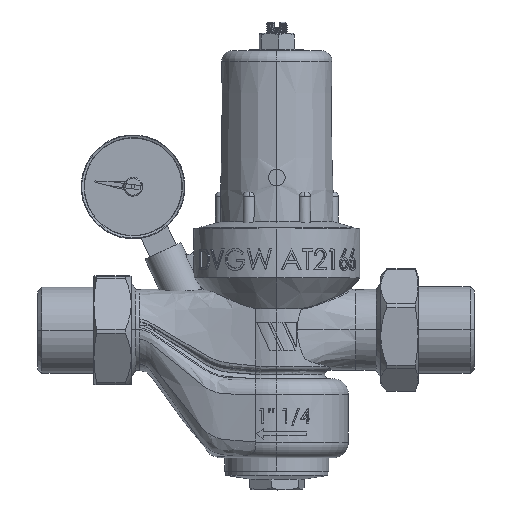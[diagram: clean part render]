
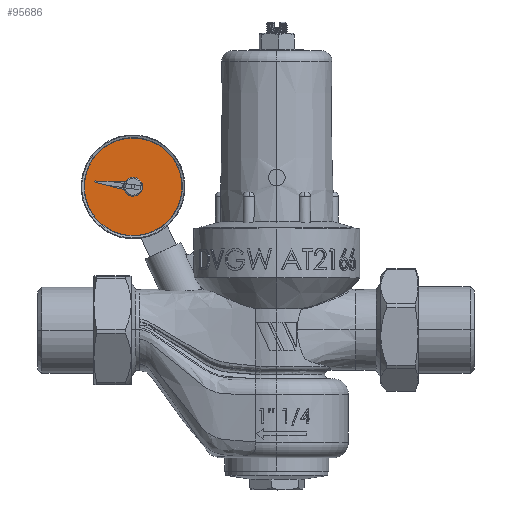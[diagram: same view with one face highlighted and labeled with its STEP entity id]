
A CAD part, top view. The second image highlights one B-rep face of the part: STEP entity #95686.
In plain terms, the highlighted planar face has unit normal (0, 0, 1).
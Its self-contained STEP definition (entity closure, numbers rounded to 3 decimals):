
#656 = VERTEX_POINT ( 'NONE', #7508 ) ;
#951 = EDGE_CURVE ( 'NONE', #7119, #20310, #3521, .T. ) ;
#1036 = VECTOR ( 'NONE', #25767, 1000. ) ;
#1112 = ORIENTED_EDGE ( 'NONE', *, *, #8676, .F. ) ;
#3245 = VERTEX_POINT ( 'NONE', #8371 ) ;
#3521 = CIRCLE ( 'NONE', #59014, 4.5 ) ;
#5743 = CARTESIAN_POINT ( 'NONE',  ( -90.051, 64.393, 16.924 ) ) ;
#6315 = EDGE_CURVE ( 'NONE', #65856, #46084, #59239, .T. ) ;
#6702 = ORIENTED_EDGE ( 'NONE', *, *, #70833, .F. ) ;
#7119 = VERTEX_POINT ( 'NONE', #57420 ) ;
#7508 = CARTESIAN_POINT ( 'NONE',  ( -72.838, 72.42, 16.924 ) ) ;
#7588 = CARTESIAN_POINT ( 'NONE',  ( -68.76, 74.322, 16.924 ) ) ;
#8371 = CARTESIAN_POINT ( 'NONE',  ( -86.854, 77.104, 16.924 ) ) ;
#8676 = EDGE_CURVE ( 'NONE', #20310, #3245, #91176, .T. ) ;
#10206 = CARTESIAN_POINT ( 'NONE',  ( -68.76, 74.322, 16.924 ) ) ;
#12322 = PLANE ( 'NONE',  #85242 ) ;
#12810 = CARTESIAN_POINT ( 'NONE',  ( -78.688, 95.613, 16.924 ) ) ;
#12827 = LINE ( 'NONE', #43089, #1036 ) ;
#16164 = CIRCLE ( 'NONE', #38324, 4.5 ) ;
#16505 = CARTESIAN_POINT ( 'NONE',  ( -72.549, 76.748, 16.924 ) ) ;
#20310 = VERTEX_POINT ( 'NONE', #16505 ) ;
#21911 = EDGE_CURVE ( 'NONE', #656, #7119, #16164, .T. ) ;
#24760 = DIRECTION ( 'NONE',  ( 0.906, 0.423, 0. ) ) ;
#25767 = DIRECTION ( 'NONE',  ( 0.611, -0.792, 0. ) ) ;
#26347 = CARTESIAN_POINT ( 'NONE',  ( -86.939, 76.411, 16.924 ) ) ;
#27200 = FACE_OUTER_BOUND ( 'NONE', #41652, .T. ) ;
#27995 = CARTESIAN_POINT ( 'NONE',  ( -86.939, 76.411, 16.924 ) ) ;
#29428 = CIRCLE ( 'NONE', #45314, 4.5 ) ;
#31232 = VERTEX_POINT ( 'NONE', #26347 ) ;
#31774 = EDGE_CURVE ( 'NONE', #67613, #656, #29428, .T. ) ;
#33054 = VECTOR ( 'NONE', #42651, 1000. ) ;
#33059 = DIRECTION ( 'NONE',  ( 0.906, 0.423, 0. ) ) ;
#33943 = ORIENTED_EDGE ( 'NONE', *, *, #66744, .F. ) ;
#37307 = DIRECTION ( 'NONE',  ( 0., 0., 1. ) ) ;
#38008 = CIRCLE ( 'NONE', #82379, 23.493 ) ;
#38324 = AXIS2_PLACEMENT_3D ( 'NONE', #10206, #40493, #33059 ) ;
#39647 = CARTESIAN_POINT ( 'NONE',  ( -68.76, 74.322, 16.924 ) ) ;
#40493 = DIRECTION ( 'NONE',  ( 0., 0., 1. ) ) ;
#41010 = DIRECTION ( 'NONE',  ( 0.906, 0.423, 0. ) ) ;
#41652 = EDGE_LOOP ( 'NONE', ( #33943, #54641 ) ) ;
#42651 = DIRECTION ( 'NONE',  ( -0.792, -0.611, 0. ) ) ;
#43089 = CARTESIAN_POINT ( 'NONE',  ( -87.242, 76.805, 16.924 ) ) ;
#43774 = CARTESIAN_POINT ( 'NONE',  ( -87.242, 76.805, 16.924 ) ) ;
#45314 = AXIS2_PLACEMENT_3D ( 'NONE', #64808, #57362, #41010 ) ;
#46084 = VERTEX_POINT ( 'NONE', #84052 ) ;
#51220 = CARTESIAN_POINT ( 'NONE',  ( -68.76, 74.322, 16.924 ) ) ;
#51630 = CARTESIAN_POINT ( 'NONE',  ( -73.055, 72.982, 16.924 ) ) ;
#52287 = DIRECTION ( 'NONE',  ( 0.906, 0.423, 0. ) ) ;
#53768 = DIRECTION ( 'NONE',  ( 0., 0., -1. ) ) ;
#54641 = ORIENTED_EDGE ( 'NONE', *, *, #6315, .F. ) ;
#57362 = DIRECTION ( 'NONE',  ( 0., 0., 1. ) ) ;
#57420 = CARTESIAN_POINT ( 'NONE',  ( -64.681, 76.224, 16.924 ) ) ;
#59014 = AXIS2_PLACEMENT_3D ( 'NONE', #51220, #37307, #67103 ) ;
#59239 = CIRCLE ( 'NONE', #95672, 23.493 ) ;
#61981 = ORIENTED_EDGE ( 'NONE', *, *, #951, .F. ) ;
#63428 = ORIENTED_EDGE ( 'NONE', *, *, #31774, .F. ) ;
#64674 = ORIENTED_EDGE ( 'NONE', *, *, #83796, .F. ) ;
#64808 = CARTESIAN_POINT ( 'NONE',  ( -68.76, 74.322, 16.924 ) ) ;
#65856 = VERTEX_POINT ( 'NONE', #5743 ) ;
#66744 = EDGE_CURVE ( 'NONE', #46084, #65856, #38008, .T. ) ;
#67103 = DIRECTION ( 'NONE',  ( 0.906, 0.423, 0. ) ) ;
#67613 = VERTEX_POINT ( 'NONE', #51630 ) ;
#69944 = DIRECTION ( 'NONE',  ( 0., 0., -1. ) ) ;
#70772 = DIRECTION ( 'NONE',  ( -1., 0.025, 0. ) ) ;
#70833 = EDGE_CURVE ( 'NONE', #3245, #71853, #72452, .T. ) ;
#71430 = DIRECTION ( 'NONE',  ( 0., 0., -1. ) ) ;
#71853 = VERTEX_POINT ( 'NONE', #43774 ) ;
#72452 = LINE ( 'NONE', #95301, #33054 ) ;
#74435 = ORIENTED_EDGE ( 'NONE', *, *, #21911, .F. ) ;
#76772 = CARTESIAN_POINT ( 'NONE',  ( -86.854, 77.104, 16.924 ) ) ;
#77128 = VECTOR ( 'NONE', #81141, 1000. ) ;
#78213 = VECTOR ( 'NONE', #70772, 1000. ) ;
#81141 = DIRECTION ( 'NONE',  ( 0.971, -0.24, 0. ) ) ;
#82379 = AXIS2_PLACEMENT_3D ( 'NONE', #39647, #69944, #24760 ) ;
#83796 = EDGE_CURVE ( 'NONE', #31232, #67613, #95551, .T. ) ;
#84052 = CARTESIAN_POINT ( 'NONE',  ( -47.468, 84.25, 16.924 ) ) ;
#85242 = AXIS2_PLACEMENT_3D ( 'NONE', #12810, #71430, #86823 ) ;
#86823 = DIRECTION ( 'NONE',  ( 0.906, 0.423, 0. ) ) ;
#88766 = FACE_BOUND ( 'NONE', #96168, .T. ) ;
#88808 = ORIENTED_EDGE ( 'NONE', *, *, #91095, .F. ) ;
#91095 = EDGE_CURVE ( 'NONE', #71853, #31232, #12827, .T. ) ;
#91176 = LINE ( 'NONE', #76772, #78213 ) ;
#95301 = CARTESIAN_POINT ( 'NONE',  ( -86.854, 77.104, 16.924 ) ) ;
#95551 = LINE ( 'NONE', #27995, #77128 ) ;
#95672 = AXIS2_PLACEMENT_3D ( 'NONE', #7588, #53768, #52287 ) ;
#95686 = ADVANCED_FACE ( 'NONE', ( #88766, #27200 ), #12322, .F. ) ;
#96168 = EDGE_LOOP ( 'NONE', ( #1112, #61981, #74435, #63428, #64674, #88808, #6702 ) ) ;
